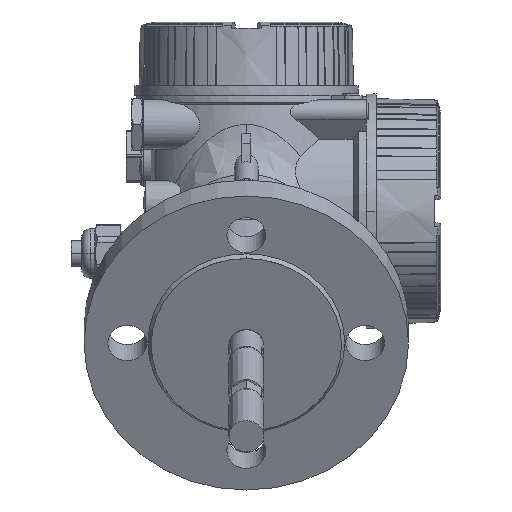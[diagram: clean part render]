
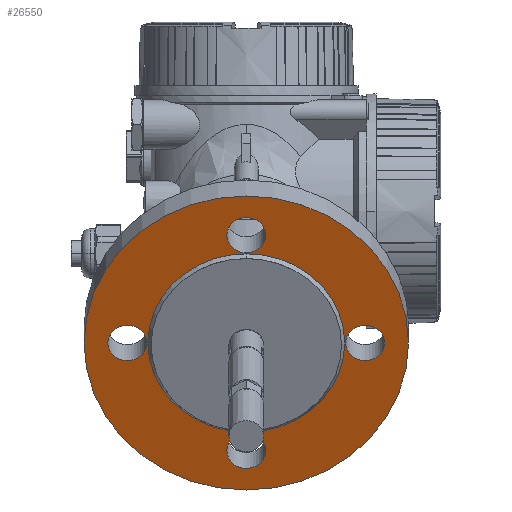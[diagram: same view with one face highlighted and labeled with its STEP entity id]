
A CAD part, front view. The second image highlights one B-rep face of the part: STEP entity #26550.
In plain terms, the highlighted planar face has unit normal (0, -0.906, -0.423).
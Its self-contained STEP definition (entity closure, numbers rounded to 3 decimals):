
#10124=CARTESIAN_POINT('',(0.,-140.084,-60.909));
#10125=DIRECTION('',(0.,0.906,0.423));
#10126=DIRECTION('',(-1.,0.,0.));
#10127=AXIS2_PLACEMENT_3D('',#10124,#10125,#10126);
#10129=CARTESIAN_POINT('',(0.,-140.084,-60.909));
#10130=DIRECTION('',(0.,0.906,0.423));
#10131=DIRECTION('',(1.,0.,0.));
#10132=AXIS2_PLACEMENT_3D('',#10129,#10130,#10131);
#10134=CARTESIAN_POINT('',(0.,-116.84,-110.756));
#10135=DIRECTION('',(0.,-0.906,-0.423));
#10136=DIRECTION('',(1.,0.,0.));
#10137=AXIS2_PLACEMENT_3D('',#10134,#10135,#10136);
#10139=CARTESIAN_POINT('',(0.,-116.84,-110.756));
#10140=DIRECTION('',(0.,-0.906,-0.423));
#10141=DIRECTION('',(-1.,0.,0.));
#10142=AXIS2_PLACEMENT_3D('',#10139,#10140,#10141);
#10144=CARTESIAN_POINT('',(-55.,-140.084,-60.909));
#10145=DIRECTION('',(0.,-0.906,-0.423));
#10146=DIRECTION('',(1.,0.,0.));
#10147=AXIS2_PLACEMENT_3D('',#10144,#10145,#10146);
#10149=CARTESIAN_POINT('',(-55.,-140.084,-60.909));
#10150=DIRECTION('',(0.,-0.906,-0.423));
#10151=DIRECTION('',(-1.,0.,0.));
#10152=AXIS2_PLACEMENT_3D('',#10149,#10150,#10151);
#10154=CARTESIAN_POINT('',(0.,-163.328,
-11.062));
#10155=DIRECTION('',(0.,-0.906,-0.423));
#10156=DIRECTION('',(1.,0.,0.));
#10157=AXIS2_PLACEMENT_3D('',#10154,#10155,#10156);
#10159=CARTESIAN_POINT('',(0.,-163.328,
-11.062));
#10160=DIRECTION('',(0.,-0.906,-0.423));
#10161=DIRECTION('',(-1.,0.,0.));
#10162=AXIS2_PLACEMENT_3D('',#10159,#10160,#10161);
#10164=CARTESIAN_POINT('',(55.,-140.084,-60.909));
#10165=DIRECTION('',(0.,-0.906,-0.423));
#10166=DIRECTION('',(1.,0.,0.));
#10167=AXIS2_PLACEMENT_3D('',#10164,#10165,#10166);
#10169=CARTESIAN_POINT('',(55.,-140.084,-60.909));
#10170=DIRECTION('',(0.,-0.906,-0.423));
#10171=DIRECTION('',(-1.,0.,0.));
#10172=AXIS2_PLACEMENT_3D('',#10169,#10170,#10171);
#10174=CARTESIAN_POINT('',(0.,-140.084,
-60.909));
#10175=DIRECTION('',(0.,-0.906,-0.423));
#10176=DIRECTION('',(0.,-0.423,0.906));
#10177=AXIS2_PLACEMENT_3D('',#10174,#10175,#10176);
#10179=CARTESIAN_POINT('',(0.,-140.084,
-60.909));
#10180=DIRECTION('',(0.,-0.906,-0.423));
#10181=DIRECTION('',(0.,0.423,-0.906));
#10182=AXIS2_PLACEMENT_3D('',#10179,#10180,#10181);
#14912=CARTESIAN_POINT('',(-75.,-140.084,-60.909));
#14913=CARTESIAN_POINT('',(75.,-140.084,-60.909));
#14914=VERTEX_POINT('',#14912);
#14915=VERTEX_POINT('',#14913);
#14916=CARTESIAN_POINT('',(9.,-116.84,-110.756));
#14917=CARTESIAN_POINT('',(-9.,-116.84,-110.756));
#14918=VERTEX_POINT('',#14916);
#14919=VERTEX_POINT('',#14917);
#14920=CARTESIAN_POINT('',(-46.,-140.084,-60.909));
#14921=CARTESIAN_POINT('',(-64.,-140.084,-60.909));
#14922=VERTEX_POINT('',#14920);
#14923=VERTEX_POINT('',#14921);
#14924=CARTESIAN_POINT('',(9.,-163.328,-11.062));
#14925=CARTESIAN_POINT('',(-9.,-163.328,-11.062));
#14926=VERTEX_POINT('',#14924);
#14927=VERTEX_POINT('',#14925);
#14928=CARTESIAN_POINT('',(64.,-140.084,-60.909));
#14929=CARTESIAN_POINT('',(46.,-140.084,-60.909));
#14930=VERTEX_POINT('',#14928);
#14931=VERTEX_POINT('',#14929);
#14932=CARTESIAN_POINT('',(0.,-159.313,
-19.672));
#14933=CARTESIAN_POINT('',(0.,-120.855,
-102.146));
#14934=VERTEX_POINT('',#14932);
#14935=VERTEX_POINT('',#14933);
#26510=CARTESIAN_POINT('',(0.,-140.084,-60.909));
#26511=DIRECTION('',(0.,0.906,0.423));
#26512=DIRECTION('',(0.,0.423,-0.906));
#26513=AXIS2_PLACEMENT_3D('',#26510,#26511,#26512);
#26514=PLANE('',#26513);
#26516=ORIENTED_EDGE('',*,*,#26515,.T.);
#26517=ORIENTED_EDGE('',*,*,#26493,.T.);
#26518=EDGE_LOOP('',(#26516,#26517));
#26519=FACE_OUTER_BOUND('',#26518,.F.);
#26521=ORIENTED_EDGE('',*,*,#26520,.T.);
#26523=ORIENTED_EDGE('',*,*,#26522,.T.);
#26524=EDGE_LOOP('',(#26521,#26523));
#26525=FACE_BOUND('',#26524,.F.);
#26527=ORIENTED_EDGE('',*,*,#26526,.T.);
#26529=ORIENTED_EDGE('',*,*,#26528,.T.);
#26530=EDGE_LOOP('',(#26527,#26529));
#26531=FACE_BOUND('',#26530,.F.);
#26533=ORIENTED_EDGE('',*,*,#26532,.T.);
#26535=ORIENTED_EDGE('',*,*,#26534,.T.);
#26536=EDGE_LOOP('',(#26533,#26535));
#26537=FACE_BOUND('',#26536,.F.);
#26539=ORIENTED_EDGE('',*,*,#26538,.T.);
#26541=ORIENTED_EDGE('',*,*,#26540,.T.);
#26542=EDGE_LOOP('',(#26539,#26541));
#26543=FACE_BOUND('',#26542,.F.);
#26545=ORIENTED_EDGE('',*,*,#26544,.T.);
#26547=ORIENTED_EDGE('',*,*,#26546,.T.);
#26548=EDGE_LOOP('',(#26545,#26547));
#26549=FACE_BOUND('',#26548,.F.);
#26550=ADVANCED_FACE('',(#26519,#26525,#26531,#26537,#26543,#26549),#26514,.F.);
#10128=CIRCLE('',#10127,75.);
#10133=CIRCLE('',#10132,75.);
#10138=CIRCLE('',#10137,9.);
#10143=CIRCLE('',#10142,9.);
#10148=CIRCLE('',#10147,9.);
#10153=CIRCLE('',#10152,9.);
#10158=CIRCLE('',#10157,9.);
#10163=CIRCLE('',#10162,9.);
#10168=CIRCLE('',#10167,9.);
#10173=CIRCLE('',#10172,9.);
#10178=CIRCLE('',#10177,45.5);
#10183=CIRCLE('',#10182,45.5);
#26493=EDGE_CURVE('',#14915,#14914,#10133,.T.);
#26515=EDGE_CURVE('',#14914,#14915,#10128,.T.);
#26520=EDGE_CURVE('',#14918,#14919,#10138,.T.);
#26522=EDGE_CURVE('',#14919,#14918,#10143,.T.);
#26526=EDGE_CURVE('',#14922,#14923,#10148,.T.);
#26528=EDGE_CURVE('',#14923,#14922,#10153,.T.);
#26532=EDGE_CURVE('',#14926,#14927,#10158,.T.);
#26534=EDGE_CURVE('',#14927,#14926,#10163,.T.);
#26538=EDGE_CURVE('',#14930,#14931,#10168,.T.);
#26540=EDGE_CURVE('',#14931,#14930,#10173,.T.);
#26544=EDGE_CURVE('',#14934,#14935,#10178,.T.);
#26546=EDGE_CURVE('',#14935,#14934,#10183,.T.);
